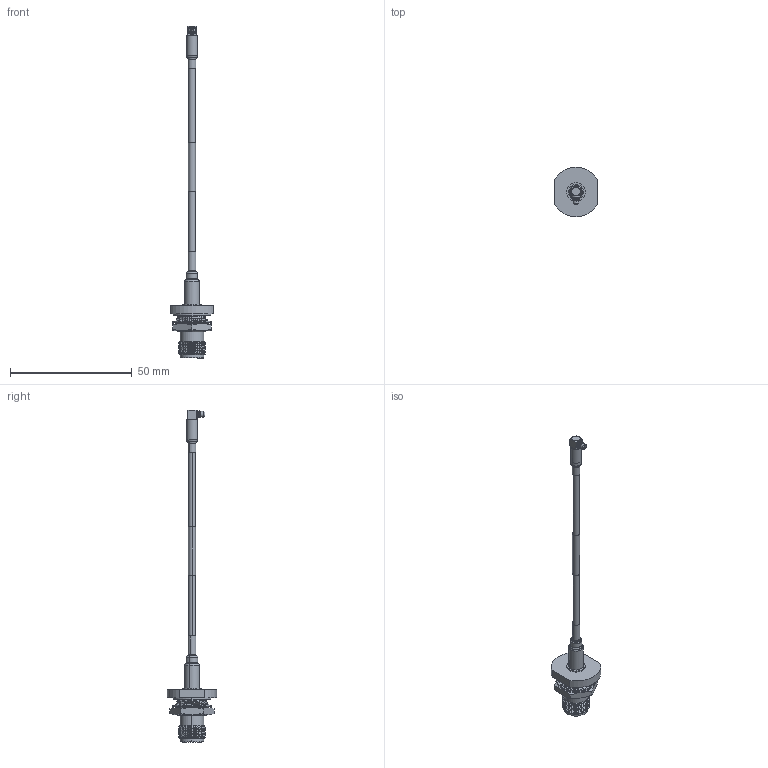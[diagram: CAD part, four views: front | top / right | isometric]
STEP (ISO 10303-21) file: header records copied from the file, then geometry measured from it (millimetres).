
FILE_DESCRIPTION (( 'STEP AP214' ), '1' );
FILE_NAME ('FMC00154_3D.step', '2024-01-19T19:39:50', ( '' ), ( '' ), 'SwSTEP 2.0', 'SolidWorks 2022', '' );
FILE_SCHEMA (( 'AUTOMOTIVE_DESIGN' ));
Length unit declared in the file: inch
Products named in the file (6): Copy of Cable_LMR-100A-PVC_240177^FMC00154; Copy of Heatshrink_LMR-100A-PVC-3_240177^FMC00154; Copy of SC9535^FMC00154; Copy of PE44899 ¦ SC4254^FMC00154; Copy of Heatshrink_LMR-100A-PVC-5_240177^FMC00154; FMC00154_3D
Assembly tree (5 placements, depth 2):
  FMC00154_3D
    Copy of Cable_LMR-100A-PVC_240177^FMC00154
    Copy of PE44899 ¦ SC4254^FMC00154
    Copy of SC9535^FMC00154
    Copy of Heatshrink_LMR-100A-PVC-5_240177^FMC00154
    Copy of Heatshrink_LMR-100A-PVC-3_240177^FMC00154
Bounding box: 17.45 x 20.32 x 136.3 mm (x, y, z)
Volume: 4155.7 mm3; surface area: 5393.6 mm2
Topology: 11 solids, 11 shells, 367 faces, 922 edges, 600 vertices
Faces by surface type: cylinder 130, plane 86, bspline 72, cone 65, torus 14
Entity records: 20154 total; most frequent: CARTESIAN_POINT 11436, ORIENTED_EDGE 1840, DIRECTION 1462, EDGE_CURVE 920, AXIS2_PLACEMENT_3D 611, VERTEX_POINT 600, EDGE_LOOP 402, FACE_OUTER_BOUND 367
